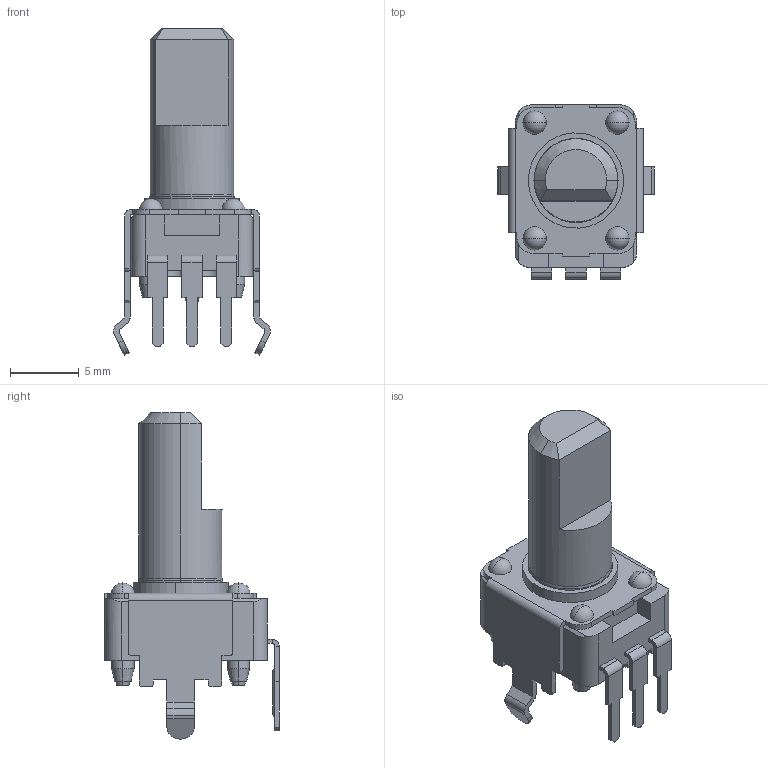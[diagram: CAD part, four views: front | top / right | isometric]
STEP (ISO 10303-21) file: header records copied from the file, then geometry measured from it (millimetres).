
FILE_DESCRIPTION (( 'STEP AP214' ), '1' );
FILE_NAME ('RK09K1130-20000.STEP', '2024-10-17T09:50:24', ( '' ), ( '' ), 'SwSTEP 2.0', 'SolidWorks 2021', '' );
FILE_SCHEMA (( 'AUTOMOTIVE_DESIGN' ));
Length unit declared in the file: millimetre
Products named in the file (1): RK09K1130-20000
Bounding box: 11.4 x 12.65 x 23.7 mm (x, y, z)
Volume: 897.3 mm3; surface area: 1154.3 mm2
Topology: 5 solids, 5 shells, 501 faces, 1320 edges, 848 vertices
Faces by surface type: plane 263, bspline 98, cylinder 93, cone 27, sphere 20
Entity records: 21356 total; most frequent: CARTESIAN_POINT 3974, ORIENTED_EDGE 2600, DIRECTION 2137, EDGE_CURVE 1300, LINE 859, VECTOR 859, VERTEX_POINT 848, AXIS2_PLACEMENT_3D 639
